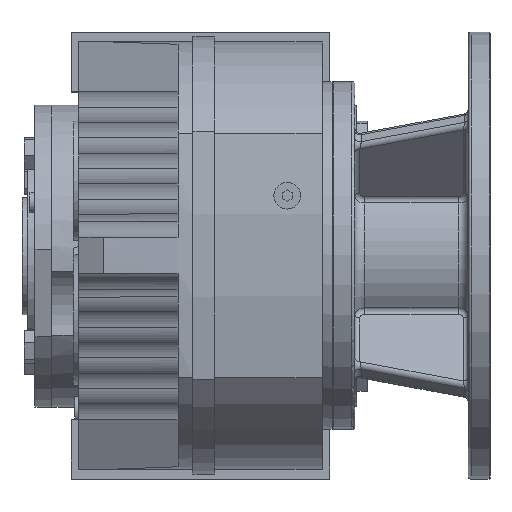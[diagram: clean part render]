
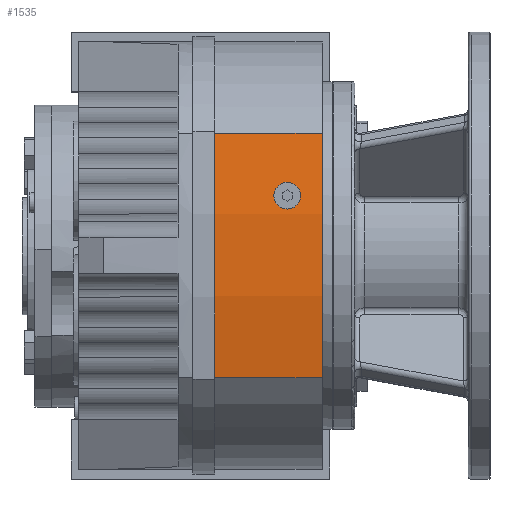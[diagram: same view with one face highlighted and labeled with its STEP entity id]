
A CAD part, top view. The second image highlights one B-rep face of the part: STEP entity #1535.
In plain terms, the highlighted cylindrical face has radius 650 mm (diameter 1300 mm), a partial arc.
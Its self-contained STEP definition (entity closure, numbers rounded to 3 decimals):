
#1535=ADVANCED_FACE('',(#7709),#7711,.T.);
#7709=FACE_BOUND('',#7710,.T.);
#7710=EDGE_LOOP('',(#14359,#14360,#14361,#14362));
#7711=CYLINDRICAL_SURFACE('',#7712,650.);
#7712=AXIS2_PLACEMENT_3D('',#7713,#7714,#7715);
#7713=CARTESIAN_POINT('',(963.894,0.,-137.506));
#7714=DIRECTION('',(-1.,-0.,-0.));
#7715=DIRECTION('',(0.,-1.,0.));
#14359=ORIENTED_EDGE('',*,*,#17471,.T.);
#14360=ORIENTED_EDGE('',*,*,#17472,.T.);
#14361=ORIENTED_EDGE('',*,*,#17473,.F.);
#14362=ORIENTED_EDGE('',*,*,#17474,.T.);
#17471=EDGE_CURVE('',#19350,#19351,#19352,.T.);
#17472=EDGE_CURVE('',#19351,#19353,#19354,.T.);
#17473=EDGE_CURVE('',#19355,#19353,#19356,.T.);
#17474=EDGE_CURVE('',#19355,#19350,#19357,.T.);
#19350=VERTEX_POINT('',#23964);
#19351=VERTEX_POINT('',#23965);
#19352=LINE('',#23966,#23967);
#19353=VERTEX_POINT('',#23969);
#19354=CIRCLE('',#23970,650.);
#19355=VERTEX_POINT('',#23974);
#19356=LINE('',#23975,#23976);
#19357=CIRCLE('',#23978,650.);
#23964=CARTESIAN_POINT('',(272.,123.,500.751));
#23965=CARTESIAN_POINT('',(164.,123.,500.751));
#23966=CARTESIAN_POINT('',(272.,123.,500.751));
#23967=VECTOR('',#23968,1.);
#23968=DIRECTION('',(-1.,0.,0.));
#23969=CARTESIAN_POINT('',(164.,-123.,500.751));
#23970=AXIS2_PLACEMENT_3D('',#23971,#23972,#23973);
#23971=CARTESIAN_POINT('',(164.,0.,-137.506));
#23972=DIRECTION('',(1.,0.,-0.));
#23973=DIRECTION('',(0.,0.189,0.982));
#23974=CARTESIAN_POINT('',(272.,-123.,500.751));
#23975=CARTESIAN_POINT('',(272.,-123.,500.751));
#23976=VECTOR('',#23977,1.);
#23977=DIRECTION('',(-1.,0.,0.));
#23978=AXIS2_PLACEMENT_3D('',#23979,#23980,#23981);
#23979=CARTESIAN_POINT('',(272.,0.,-137.506));
#23980=DIRECTION('',(-1.,0.,0.));
#23981=DIRECTION('',(0.,-0.189,0.982));
